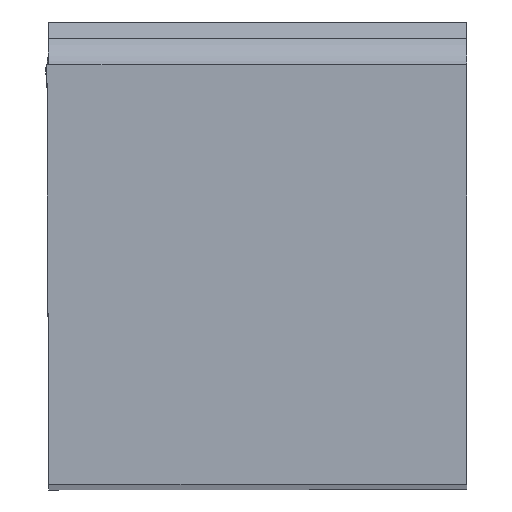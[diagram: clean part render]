
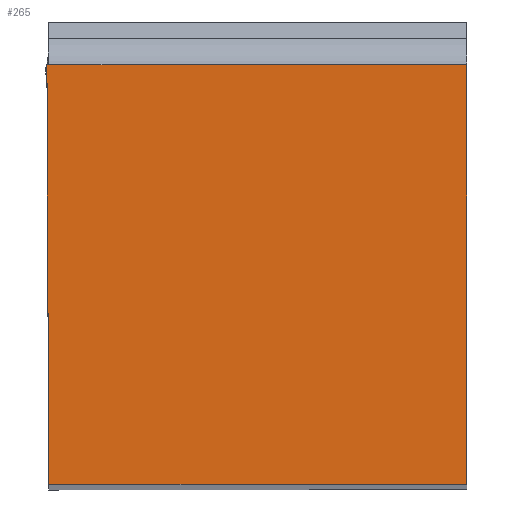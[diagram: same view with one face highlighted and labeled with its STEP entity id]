
A CAD part, top view. The second image highlights one B-rep face of the part: STEP entity #265.
In plain terms, the highlighted planar face has unit normal (0, 0, 1).
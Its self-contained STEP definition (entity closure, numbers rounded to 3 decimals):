
#265=ADVANCED_FACE('CU_BACK_SU1',(#392),#354,.F.);
#354=PLANE('',#1856);
#392=FACE_OUTER_BOUND('',#481,.T.);
#481=EDGE_LOOP('',(#570,#571,#572,#573));
#570=ORIENTED_EDGE('',*,*,#1226,.T.);
#571=ORIENTED_EDGE('',*,*,#1227,.T.);
#572=ORIENTED_EDGE('',*,*,#1228,.T.);
#573=ORIENTED_EDGE('',*,*,#1229,.F.);
#1064=VERTEX_POINT('',#2473);
#1065=VERTEX_POINT('',#2474);
#1066=VERTEX_POINT('',#2476);
#1067=VERTEX_POINT('',#2478);
#1226=EDGE_CURVE('',#1064,#1065,#1473,.T.);
#1227=EDGE_CURVE('',#1065,#1066,#1474,.T.);
#1228=EDGE_CURVE('',#1066,#1067,#1475,.T.);
#1229=EDGE_CURVE('',#1064,#1067,#1476,.T.);
#1473=LINE('',#2472,#1619);
#1474=LINE('',#2475,#1620);
#1475=LINE('',#2477,#1621);
#1476=LINE('',#2479,#1622);
#1619=VECTOR('',#2010,1.);
#1620=VECTOR('',#2011,1.);
#1621=VECTOR('',#2012,1.);
#1622=VECTOR('',#2013,1.);
#1856=AXIS2_PLACEMENT_3D('',#2480,#2014,#2015);
#2010=DIRECTION('',(1.,0.,0.));
#2011=DIRECTION('',(0.,1.,0.));
#2012=DIRECTION('',(-1.,0.,0.));
#2013=DIRECTION('',(-0.004,1.,0.));
#2014=DIRECTION('',(0.,0.,-1.));
#2015=DIRECTION('',(-1.,0.,0.));
#2472=CARTESIAN_POINT('',(22.795,0.,0.));
#2473=CARTESIAN_POINT('',(-15.831,0.,0.));
#2474=CARTESIAN_POINT('',(0.,0.,0.));
#2475=CARTESIAN_POINT('',(0.,35.9,0.));
#2476=CARTESIAN_POINT('',(0.,15.9,0.));
#2477=CARTESIAN_POINT('',(22.795,15.9,0.));
#2478=CARTESIAN_POINT('',(-15.9,15.9,0.));
#2479=CARTESIAN_POINT('',(-15.987,35.731,0.));
#2480=CARTESIAN_POINT('',(22.795,35.9,0.));
